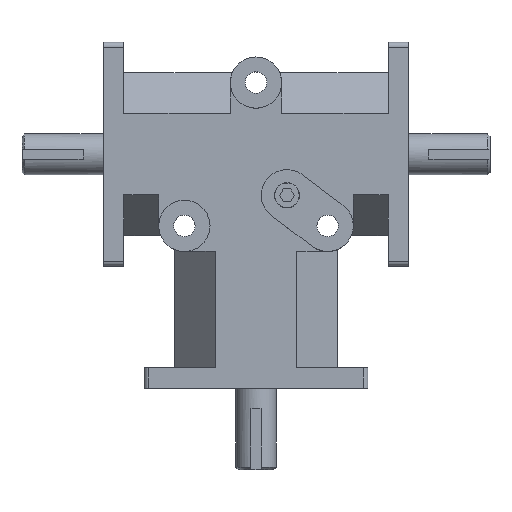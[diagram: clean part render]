
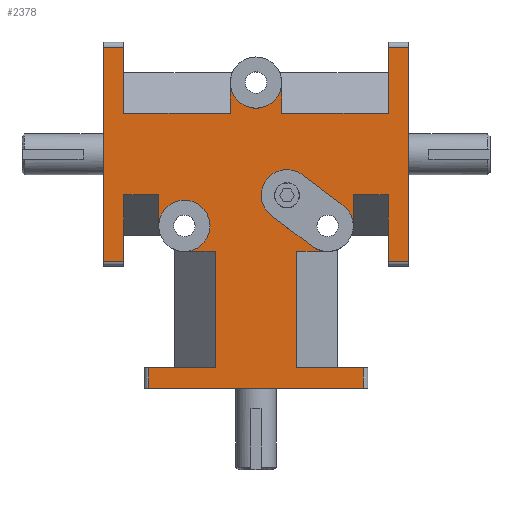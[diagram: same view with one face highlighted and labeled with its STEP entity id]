
A CAD part, top view. The second image highlights one B-rep face of the part: STEP entity #2378.
In plain terms, the highlighted planar face has unit normal (0, 0, 1).
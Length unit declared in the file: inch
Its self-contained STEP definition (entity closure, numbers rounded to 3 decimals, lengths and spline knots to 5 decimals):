
#113=CIRCLE('',#2529,0.315);
#114=CIRCLE('',#2530,0.315);
#115=CIRCLE('',#2531,0.315);
#116=CIRCLE('',#2532,0.315);
#117=CIRCLE('',#2533,0.315);
#220=FACE_OUTER_BOUND('',#355,.T.);
#355=EDGE_LOOP('',(#1591,#1592,#1593,#1594,#1595,#1596,#1597,#1598,#1599,
#1600,#1601,#1602,#1603,#1604,#1605,#1606,#1607,#1608,#1609,#1610,#1611,
#1612,#1613,#1614,#1615,#1616,#1617,#1618,#1619,#1620,#1621,#1622,#1623,
#1624));
#548=LINE('',#3526,#776);
#549=LINE('',#3529,#777);
#550=LINE('',#3531,#778);
#551=LINE('',#3533,#779);
#552=LINE('',#3535,#780);
#553=LINE('',#3537,#781);
#554=LINE('',#3539,#782);
#555=LINE('',#3541,#783);
#556=LINE('',#3543,#784);
#557=LINE('',#3547,#785);
#558=LINE('',#3549,#786);
#559=LINE('',#3551,#787);
#560=LINE('',#3553,#788);
#561=LINE('',#3555,#789);
#562=LINE('',#3557,#790);
#563=LINE('',#3559,#791);
#564=LINE('',#3561,#792);
#565=LINE('',#3563,#793);
#566=LINE('',#3567,#794);
#567=LINE('',#3569,#795);
#568=LINE('',#3571,#796);
#569=LINE('',#3573,#797);
#570=LINE('',#3575,#798);
#571=LINE('',#3577,#799);
#572=LINE('',#3579,#800);
#573=LINE('',#3581,#801);
#574=LINE('',#3583,#802);
#575=LINE('',#3587,#803);
#576=LINE('',#3591,#804);
#776=VECTOR('',#2788,1.);
#777=VECTOR('',#2791,1.);
#778=VECTOR('',#2792,1.);
#779=VECTOR('',#2793,1.);
#780=VECTOR('',#2794,1.);
#781=VECTOR('',#2795,1.);
#782=VECTOR('',#2796,1.);
#783=VECTOR('',#2797,1.);
#784=VECTOR('',#2798,1.);
#785=VECTOR('',#2801,1.);
#786=VECTOR('',#2802,1.);
#787=VECTOR('',#2803,1.);
#788=VECTOR('',#2804,1.);
#789=VECTOR('',#2805,1.);
#790=VECTOR('',#2806,1.);
#791=VECTOR('',#2807,1.);
#792=VECTOR('',#2808,1.);
#793=VECTOR('',#2809,1.);
#794=VECTOR('',#2812,1.);
#795=VECTOR('',#2813,1.);
#796=VECTOR('',#2814,1.);
#797=VECTOR('',#2815,1.);
#798=VECTOR('',#2816,1.);
#799=VECTOR('',#2817,1.);
#800=VECTOR('',#2818,1.);
#801=VECTOR('',#2819,1.);
#802=VECTOR('',#2820,1.);
#803=VECTOR('',#2823,1.);
#804=VECTOR('',#2826,1.);
#1001=VERTEX_POINT('',#3517);
#1005=VERTEX_POINT('',#3524);
#1006=VERTEX_POINT('',#3528);
#1007=VERTEX_POINT('',#3530);
#1008=VERTEX_POINT('',#3532);
#1009=VERTEX_POINT('',#3534);
#1010=VERTEX_POINT('',#3536);
#1011=VERTEX_POINT('',#3538);
#1012=VERTEX_POINT('',#3540);
#1013=VERTEX_POINT('',#3542);
#1014=VERTEX_POINT('',#3544);
#1015=VERTEX_POINT('',#3546);
#1016=VERTEX_POINT('',#3548);
#1017=VERTEX_POINT('',#3550);
#1018=VERTEX_POINT('',#3552);
#1019=VERTEX_POINT('',#3554);
#1020=VERTEX_POINT('',#3556);
#1021=VERTEX_POINT('',#3558);
#1022=VERTEX_POINT('',#3560);
#1023=VERTEX_POINT('',#3562);
#1024=VERTEX_POINT('',#3564);
#1025=VERTEX_POINT('',#3566);
#1026=VERTEX_POINT('',#3568);
#1027=VERTEX_POINT('',#3570);
#1028=VERTEX_POINT('',#3572);
#1029=VERTEX_POINT('',#3574);
#1030=VERTEX_POINT('',#3576);
#1031=VERTEX_POINT('',#3578);
#1032=VERTEX_POINT('',#3580);
#1033=VERTEX_POINT('',#3582);
#1034=VERTEX_POINT('',#3584);
#1035=VERTEX_POINT('',#3586);
#1036=VERTEX_POINT('',#3588);
#1037=VERTEX_POINT('',#3590);
#1238=EDGE_CURVE('',#1001,#1005,#548,.T.);
#1239=EDGE_CURVE('',#1001,#1006,#549,.T.);
#1240=EDGE_CURVE('',#1005,#1007,#550,.T.);
#1241=EDGE_CURVE('',#1008,#1007,#551,.T.);
#1242=EDGE_CURVE('',#1009,#1008,#552,.T.);
#1243=EDGE_CURVE('',#1010,#1009,#553,.T.);
#1244=EDGE_CURVE('',#1011,#1010,#554,.T.);
#1245=EDGE_CURVE('',#1011,#1012,#555,.T.);
#1246=EDGE_CURVE('',#1012,#1013,#556,.T.);
#1247=EDGE_CURVE('',#1013,#1014,#113,.T.);
#1248=EDGE_CURVE('',#1015,#1014,#557,.T.);
#1249=EDGE_CURVE('',#1015,#1016,#558,.T.);
#1250=EDGE_CURVE('',#1016,#1017,#559,.T.);
#1251=EDGE_CURVE('',#1018,#1017,#560,.T.);
#1252=EDGE_CURVE('',#1019,#1018,#561,.T.);
#1253=EDGE_CURVE('',#1020,#1019,#562,.T.);
#1254=EDGE_CURVE('',#1021,#1020,#563,.T.);
#1255=EDGE_CURVE('',#1021,#1022,#564,.T.);
#1256=EDGE_CURVE('',#1022,#1023,#565,.T.);
#1257=EDGE_CURVE('',#1023,#1024,#114,.T.);
#1258=EDGE_CURVE('',#1025,#1024,#566,.T.);
#1259=EDGE_CURVE('',#1025,#1026,#567,.T.);
#1260=EDGE_CURVE('',#1027,#1026,#568,.T.);
#1261=EDGE_CURVE('',#1028,#1027,#569,.T.);
#1262=EDGE_CURVE('',#1029,#1028,#570,.T.);
#1263=EDGE_CURVE('',#1030,#1029,#571,.T.);
#1264=EDGE_CURVE('',#1031,#1030,#572,.T.);
#1265=EDGE_CURVE('',#1031,#1032,#573,.T.);
#1266=EDGE_CURVE('',#1033,#1032,#574,.T.);
#1267=EDGE_CURVE('',#1033,#1034,#115,.T.);
#1268=EDGE_CURVE('',#1034,#1035,#575,.T.);
#1269=EDGE_CURVE('',#1035,#1036,#116,.T.);
#1270=EDGE_CURVE('',#1036,#1037,#576,.T.);
#1271=EDGE_CURVE('',#1037,#1006,#117,.T.);
#1591=ORIENTED_EDGE('',*,*,#1239,.F.);
#1592=ORIENTED_EDGE('',*,*,#1238,.T.);
#1593=ORIENTED_EDGE('',*,*,#1240,.T.);
#1594=ORIENTED_EDGE('',*,*,#1241,.F.);
#1595=ORIENTED_EDGE('',*,*,#1242,.F.);
#1596=ORIENTED_EDGE('',*,*,#1243,.F.);
#1597=ORIENTED_EDGE('',*,*,#1244,.F.);
#1598=ORIENTED_EDGE('',*,*,#1245,.T.);
#1599=ORIENTED_EDGE('',*,*,#1246,.T.);
#1600=ORIENTED_EDGE('',*,*,#1247,.T.);
#1601=ORIENTED_EDGE('',*,*,#1248,.F.);
#1602=ORIENTED_EDGE('',*,*,#1249,.T.);
#1603=ORIENTED_EDGE('',*,*,#1250,.T.);
#1604=ORIENTED_EDGE('',*,*,#1251,.F.);
#1605=ORIENTED_EDGE('',*,*,#1252,.F.);
#1606=ORIENTED_EDGE('',*,*,#1253,.F.);
#1607=ORIENTED_EDGE('',*,*,#1254,.F.);
#1608=ORIENTED_EDGE('',*,*,#1255,.T.);
#1609=ORIENTED_EDGE('',*,*,#1256,.T.);
#1610=ORIENTED_EDGE('',*,*,#1257,.T.);
#1611=ORIENTED_EDGE('',*,*,#1258,.F.);
#1612=ORIENTED_EDGE('',*,*,#1259,.T.);
#1613=ORIENTED_EDGE('',*,*,#1260,.F.);
#1614=ORIENTED_EDGE('',*,*,#1261,.F.);
#1615=ORIENTED_EDGE('',*,*,#1262,.F.);
#1616=ORIENTED_EDGE('',*,*,#1263,.F.);
#1617=ORIENTED_EDGE('',*,*,#1264,.F.);
#1618=ORIENTED_EDGE('',*,*,#1265,.T.);
#1619=ORIENTED_EDGE('',*,*,#1266,.F.);
#1620=ORIENTED_EDGE('',*,*,#1267,.T.);
#1621=ORIENTED_EDGE('',*,*,#1268,.T.);
#1622=ORIENTED_EDGE('',*,*,#1269,.T.);
#1623=ORIENTED_EDGE('',*,*,#1270,.T.);
#1624=ORIENTED_EDGE('',*,*,#1271,.T.);
#2291=PLANE('',#2528);
#2378=ADVANCED_FACE('',(#220),#2291,.T.);
#2528=AXIS2_PLACEMENT_3D('',#3527,#2789,#2790);
#2529=AXIS2_PLACEMENT_3D('',#3545,#2799,#2800);
#2530=AXIS2_PLACEMENT_3D('',#3565,#2810,#2811);
#2531=AXIS2_PLACEMENT_3D('',#3585,#2821,#2822);
#2532=AXIS2_PLACEMENT_3D('',#3589,#2824,#2825);
#2533=AXIS2_PLACEMENT_3D('',#3592,#2827,#2828);
#2788=DIRECTION('',(1.,0.,0.));
#2789=DIRECTION('center_axis',(0.,0.,1.));
#2790=DIRECTION('ref_axis',(-1.,0.,0.));
#2791=DIRECTION('',(0.,-1.,0.));
#2792=DIRECTION('',(0.,-1.,0.));
#2793=DIRECTION('',(-1.,0.,0.));
#2794=DIRECTION('',(0.,-1.,0.));
#2795=DIRECTION('',(1.,0.,0.));
#2796=DIRECTION('',(0.,1.,0.));
#2797=DIRECTION('',(-1.,0.,0.));
#2798=DIRECTION('',(0.,1.,0.));
#2799=DIRECTION('center_axis',(0.,0.,-1.));
#2800=DIRECTION('ref_axis',(1.,0.,0.));
#2801=DIRECTION('',(0.,1.,0.));
#2802=DIRECTION('',(-1.,0.,0.));
#2803=DIRECTION('',(0.,1.,0.));
#2804=DIRECTION('',(1.,0.,0.));
#2805=DIRECTION('',(0.,1.,0.));
#2806=DIRECTION('',(-1.,0.,0.));
#2807=DIRECTION('',(0.,-1.,0.));
#2808=DIRECTION('',(1.,0.,0.));
#2809=DIRECTION('',(0.,-1.,0.));
#2810=DIRECTION('center_axis',(0.,0.,-1.));
#2811=DIRECTION('ref_axis',(1.,0.,0.));
#2812=DIRECTION('',(-1.,0.,0.));
#2813=DIRECTION('',(0.,-1.,0.));
#2814=DIRECTION('',(1.,0.,0.));
#2815=DIRECTION('',(0.,1.,0.));
#2816=DIRECTION('',(-1.,0.,0.));
#2817=DIRECTION('',(0.,-1.,0.));
#2818=DIRECTION('',(1.,0.,0.));
#2819=DIRECTION('',(0.,1.,0.));
#2820=DIRECTION('',(-1.,0.,0.));
#2821=DIRECTION('center_axis',(0.,0.,-1.));
#2822=DIRECTION('ref_axis',(1.,0.,0.));
#2823=DIRECTION('',(-0.8,0.6,0.));
#2824=DIRECTION('center_axis',(0.,0.,-1.));
#2825=DIRECTION('ref_axis',(1.,0.,0.));
#2826=DIRECTION('',(0.8,-0.6,0.));
#2827=DIRECTION('center_axis',(0.,0.,-1.));
#2828=DIRECTION('ref_axis',(1.,0.,0.));
#3517=CARTESIAN_POINT('',(1.195,2.375,0.815));
#3524=CARTESIAN_POINT('',(1.625,2.375,0.815));
#3526=CARTESIAN_POINT('',(-0.8125,2.375,0.815));
#3527=CARTESIAN_POINT('Origin',(0.,2.11143,0.815));
#3528=CARTESIAN_POINT('',(1.195,1.995,0.815));
#3529=CARTESIAN_POINT('',(1.195,1.995,0.815));
#3530=CARTESIAN_POINT('',(1.625,1.56,0.815));
#3531=CARTESIAN_POINT('',(1.625,1.80572,0.815));
#3532=CARTESIAN_POINT('',(1.875,1.56,0.815));
#3533=CARTESIAN_POINT('',(0.8125,1.56,0.815));
#3534=CARTESIAN_POINT('',(1.875,4.19,0.815));
#3535=CARTESIAN_POINT('',(1.875,4.25,0.815));
#3536=CARTESIAN_POINT('',(1.625,4.19,0.815));
#3537=CARTESIAN_POINT('',(0.9375,4.19,0.815));
#3538=CARTESIAN_POINT('',(1.625,3.375,0.815));
#3539=CARTESIAN_POINT('',(1.625,3.875,0.815));
#3540=CARTESIAN_POINT('',(0.315,3.375,0.815));
#3541=CARTESIAN_POINT('',(-0.8125,3.375,0.815));
#3542=CARTESIAN_POINT('',(0.315,3.755,0.815));
#3543=CARTESIAN_POINT('',(0.315,2.64567,0.815));
#3544=CARTESIAN_POINT('',(-0.315,3.755,0.815));
#3545=CARTESIAN_POINT('Origin',(0.,3.755,0.815));
#3546=CARTESIAN_POINT('',(-0.315,3.375,0.815));
#3547=CARTESIAN_POINT('',(-0.315,3.755,0.815));
#3548=CARTESIAN_POINT('',(-1.625,3.375,0.815));
#3549=CARTESIAN_POINT('',(0.8125,3.375,0.815));
#3550=CARTESIAN_POINT('',(-1.625,4.19,0.815));
#3551=CARTESIAN_POINT('',(-1.625,2.99322,0.815));
#3552=CARTESIAN_POINT('',(-1.875,4.19,0.815));
#3553=CARTESIAN_POINT('',(-0.8125,4.19,0.815));
#3554=CARTESIAN_POINT('',(-1.875,1.56,0.815));
#3555=CARTESIAN_POINT('',(-1.875,4.25,0.815));
#3556=CARTESIAN_POINT('',(-1.625,1.56,0.815));
#3557=CARTESIAN_POINT('',(-0.9375,1.56,0.815));
#3558=CARTESIAN_POINT('',(-1.625,2.375,0.815));
#3559=CARTESIAN_POINT('',(-1.625,1.875,0.815));
#3560=CARTESIAN_POINT('',(-1.195,2.375,0.815));
#3561=CARTESIAN_POINT('',(0.8125,2.375,0.815));
#3562=CARTESIAN_POINT('',(-1.195,1.995,0.815));
#3563=CARTESIAN_POINT('',(-1.195,2.05322,0.815));
#3564=CARTESIAN_POINT('',(-0.88,1.68,0.815));
#3565=CARTESIAN_POINT('Origin',(-0.88,1.995,0.815));
#3566=CARTESIAN_POINT('',(-0.5,1.68,0.815));
#3567=CARTESIAN_POINT('',(-0.88,1.68,0.815));
#3568=CARTESIAN_POINT('',(-0.5,0.25,0.815));
#3569=CARTESIAN_POINT('',(-0.5,1.18072,0.815));
#3570=CARTESIAN_POINT('',(-1.315,0.25,0.815));
#3571=CARTESIAN_POINT('',(-0.5,0.25,0.815));
#3572=CARTESIAN_POINT('',(-1.315,0.,0.815));
#3573=CARTESIAN_POINT('',(-1.315,1.18072,0.815));
#3574=CARTESIAN_POINT('',(1.315,0.,0.815));
#3575=CARTESIAN_POINT('',(1.375,0.,0.815));
#3576=CARTESIAN_POINT('',(1.315,0.25,0.815));
#3577=CARTESIAN_POINT('',(1.315,1.05572,0.815));
#3578=CARTESIAN_POINT('',(0.5,0.25,0.815));
#3579=CARTESIAN_POINT('',(1.375,0.25,0.815));
#3580=CARTESIAN_POINT('',(0.5,1.68,0.815));
#3581=CARTESIAN_POINT('',(0.5,1.18072,0.815));
#3582=CARTESIAN_POINT('',(0.88,1.68,0.815));
#3583=CARTESIAN_POINT('',(-0.88,1.68,0.815));
#3584=CARTESIAN_POINT('',(0.691,1.743,0.815));
#3585=CARTESIAN_POINT('Origin',(0.88,1.995,0.815));
#3586=CARTESIAN_POINT('',(0.191,2.118,0.815));
#3587=CARTESIAN_POINT('',(0.38266,1.97426,0.815));
#3588=CARTESIAN_POINT('',(0.569,2.622,0.815));
#3589=CARTESIAN_POINT('Origin',(0.38,2.37,0.815));
#3590=CARTESIAN_POINT('',(1.069,2.247,0.815));
#3591=CARTESIAN_POINT('',(0.51066,2.66576,0.815));
#3592=CARTESIAN_POINT('Origin',(0.88,1.995,0.815));
